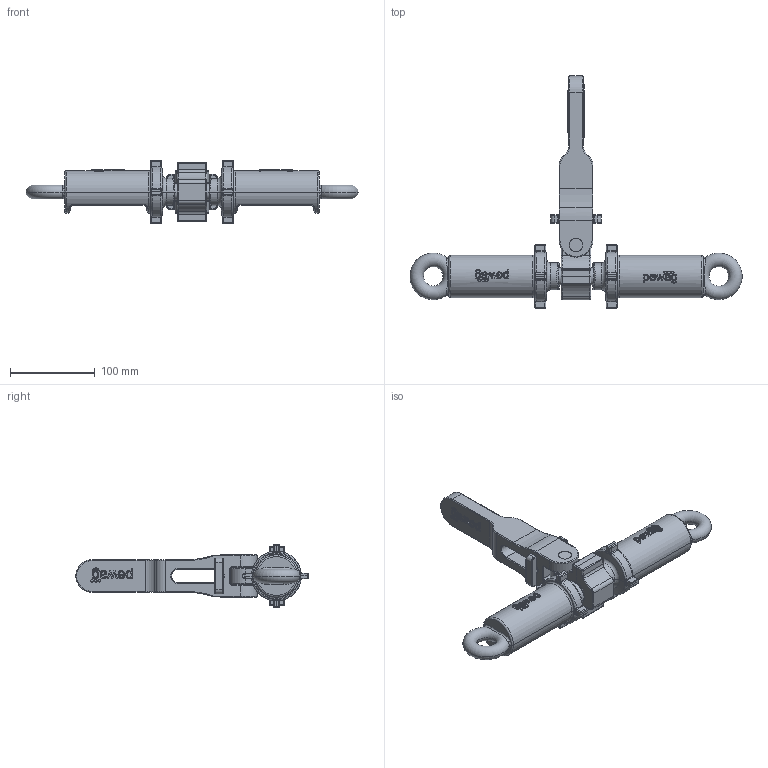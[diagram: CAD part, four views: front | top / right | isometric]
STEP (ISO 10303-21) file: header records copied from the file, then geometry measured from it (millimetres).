
FILE_DESCRIPTION(/* description */ (''),/* implementation_level */ '2;1');
FILE_NAME(/* name */ 'RSKWP 7-8_customer model.stp',/* time_stamp */ '2022-06-29T18:07:44+02:00',/* author */ (''),/* organization */ (''),/* preprocessor_version */ 'ST-DEVELOPER v16',/* originating_system */ 'SIEMENS PLM Software NX 11.0',/* authorisation */ '');
FILE_SCHEMA (('AUTOMOTIVE_DESIGN { 1 0 10303 214 3 1 1 1 }'));
Length unit declared in the file: millimetre
Products named in the file (1): baf41402AD18enr
Bounding box: 391.79 x 274.17 x 75 mm (x, y, z)
Volume: 694960.2 mm3; surface area: 159718 mm2
Topology: 9 solids, 9 shells, 1235 faces, 3055 edges, 1820 vertices
Faces by surface type: plane 358, cylinder 286, extrusion 271, torus 125, bspline 122, sphere 48, cone 25
Full cylindrical faces by diameter (mm): 3.3 x1, 4 x1, 5 x1, 5.8 x1, 6 x3, 6.2 x1, 14 x2, 15.5 x1, 16 x3, 20 x3, 34 x2
Entity records: 44552 total; most frequent: CARTESIAN_POINT 17709, ORIENTED_EDGE 5836, DIRECTION 4801, EDGE_CURVE 2918, VERTEX_POINT 1801, AXIS2_PLACEMENT_3D 1688, VECTOR 1425, EDGE_LOOP 1354
